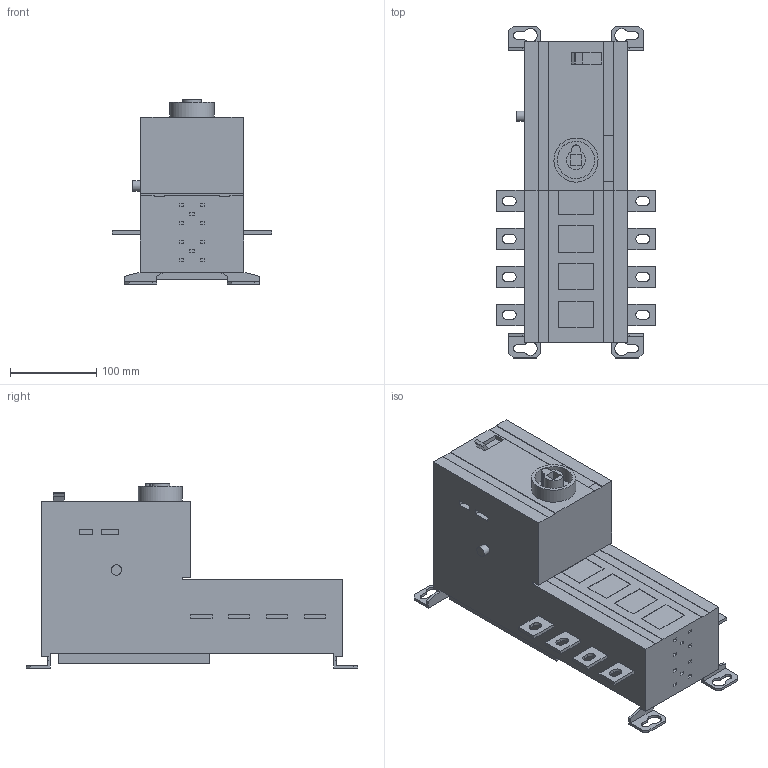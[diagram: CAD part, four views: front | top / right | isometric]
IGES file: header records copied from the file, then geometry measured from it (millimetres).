
Global section: file name: OTM160-250E4.igs; preprocessor: I-DEAS 3D IGES Translator 11; date: 20100127.084454; units: millimetre
Bounding box: 185 x 385.5 x 214 mm (x, y, z)
Volume: 5756284.9 mm3; surface area: 265739.4 mm2
Topology: 1 solids, 1 shells, 294 faces, 776 edges, 516 vertices
Faces by surface type: bspline 294
